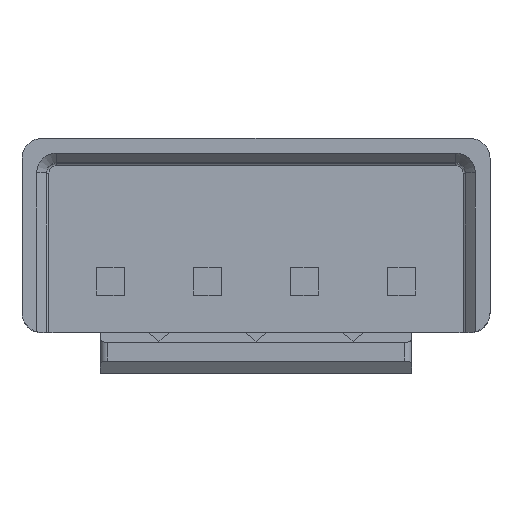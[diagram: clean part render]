
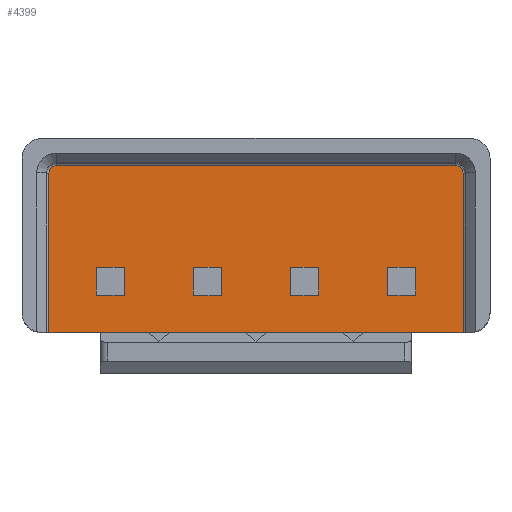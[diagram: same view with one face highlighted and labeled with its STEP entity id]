
A CAD part, top view. The second image highlights one B-rep face of the part: STEP entity #4399.
In plain terms, the highlighted planar face has unit normal (0, 0, 1).
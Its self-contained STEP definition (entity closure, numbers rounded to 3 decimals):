
#890=DIRECTION('',(1.,0.,0.));
#891=VECTOR('',#890,2.1);
#892=CARTESIAN_POINT('',(-8.445,-3.955,-9.));
#893=LINE('',#892,#891);
#906=DIRECTION('',(1.,0.,0.));
#907=VECTOR('',#906,2.1);
#908=CARTESIAN_POINT('',(6.345,-3.955,-9.));
#909=LINE('',#908,#907);
#944=DIRECTION('',(0.,-1.,0.));
#945=VECTOR('',#944,6.51);
#946=CARTESIAN_POINT('',(8.445,2.555,-9.));
#947=LINE('',#946,#945);
#948=DIRECTION('',(1.,0.,0.));
#949=VECTOR('',#948,12.69);
#950=CARTESIAN_POINT('',(-6.345,-3.955,-9.));
#951=LINE('',#950,#949);
#952=DIRECTION('',(0.,1.,0.));
#953=VECTOR('',#952,6.51);
#954=CARTESIAN_POINT('',(-8.445,-3.955,-9.));
#955=LINE('',#954,#953);
#956=CARTESIAN_POINT('',(-8.145,2.555,-9.));
#957=DIRECTION('',(0.,0.,-1.));
#958=DIRECTION('',(-1.,0.,0.));
#959=AXIS2_PLACEMENT_3D('',#956,#957,#958);
#961=DIRECTION('',(1.,0.,0.));
#962=VECTOR('',#961,16.29);
#963=CARTESIAN_POINT('',(-8.145,2.855,-9.));
#964=LINE('',#963,#962);
#965=CARTESIAN_POINT('',(8.145,2.555,-9.));
#966=DIRECTION('',(0.,0.,-1.));
#967=DIRECTION('',(0.,1.,0.));
#968=AXIS2_PLACEMENT_3D('',#965,#966,#967);
#970=DIRECTION('',(-1.,0.,0.));
#971=VECTOR('',#970,1.14);
#972=CARTESIAN_POINT('',(6.51,-2.435,-9.));
#973=LINE('',#972,#971);
#974=DIRECTION('',(0.,1.,0.));
#975=VECTOR('',#974,1.14);
#976=CARTESIAN_POINT('',(6.51,-2.435,-9.));
#977=LINE('',#976,#975);
#978=DIRECTION('',(-1.,0.,0.));
#979=VECTOR('',#978,1.14);
#980=CARTESIAN_POINT('',(6.51,-1.295,-9.));
#981=LINE('',#980,#979);
#982=DIRECTION('',(0.,1.,0.));
#983=VECTOR('',#982,1.14);
#984=CARTESIAN_POINT('',(5.37,-2.435,-9.));
#985=LINE('',#984,#983);
#986=DIRECTION('',(-1.,0.,0.));
#987=VECTOR('',#986,1.14);
#988=CARTESIAN_POINT('',(2.55,-2.435,-9.));
#989=LINE('',#988,#987);
#990=DIRECTION('',(0.,1.,0.));
#991=VECTOR('',#990,1.14);
#992=CARTESIAN_POINT('',(2.55,-2.435,-9.));
#993=LINE('',#992,#991);
#994=DIRECTION('',(-1.,0.,0.));
#995=VECTOR('',#994,1.14);
#996=CARTESIAN_POINT('',(2.55,-1.295,-9.));
#997=LINE('',#996,#995);
#998=DIRECTION('',(0.,1.,0.));
#999=VECTOR('',#998,1.14);
#1000=CARTESIAN_POINT('',(1.41,-2.435,-9.));
#1001=LINE('',#1000,#999);
#1002=DIRECTION('',(-1.,0.,0.));
#1003=VECTOR('',#1002,1.14);
#1004=CARTESIAN_POINT('',(-1.41,-2.435,-9.));
#1005=LINE('',#1004,#1003);
#1006=DIRECTION('',(0.,1.,0.));
#1007=VECTOR('',#1006,1.14);
#1008=CARTESIAN_POINT('',(-1.41,-2.435,-9.));
#1009=LINE('',#1008,#1007);
#1010=DIRECTION('',(-1.,0.,0.));
#1011=VECTOR('',#1010,1.14);
#1012=CARTESIAN_POINT('',(-1.41,-1.295,-9.));
#1013=LINE('',#1012,#1011);
#1014=DIRECTION('',(0.,1.,0.));
#1015=VECTOR('',#1014,1.14);
#1016=CARTESIAN_POINT('',(-2.55,-2.435,-9.));
#1017=LINE('',#1016,#1015);
#1018=DIRECTION('',(-1.,0.,0.));
#1019=VECTOR('',#1018,1.14);
#1020=CARTESIAN_POINT('',(-5.37,-2.435,-9.));
#1021=LINE('',#1020,#1019);
#1022=DIRECTION('',(0.,1.,0.));
#1023=VECTOR('',#1022,1.14);
#1024=CARTESIAN_POINT('',(-5.37,-2.435,-9.));
#1025=LINE('',#1024,#1023);
#1026=DIRECTION('',(-1.,0.,0.));
#1027=VECTOR('',#1026,1.14);
#1028=CARTESIAN_POINT('',(-5.37,-1.295,-9.));
#1029=LINE('',#1028,#1027);
#1030=DIRECTION('',(0.,1.,0.));
#1031=VECTOR('',#1030,1.14);
#1032=CARTESIAN_POINT('',(-6.51,-2.435,-9.));
#1033=LINE('',#1032,#1031);
#2830=CARTESIAN_POINT('',(6.345,-3.955,-9.));
#2832=VERTEX_POINT('',#2830);
#2834=CARTESIAN_POINT('',(-6.345,-3.955,-9.));
#2836=VERTEX_POINT('',#2834);
#3061=CARTESIAN_POINT('',(6.51,-2.435,-9.));
#3062=CARTESIAN_POINT('',(5.37,-2.435,-9.));
#3063=VERTEX_POINT('',#3061);
#3064=VERTEX_POINT('',#3062);
#3065=CARTESIAN_POINT('',(6.51,-1.295,-9.));
#3066=CARTESIAN_POINT('',(5.37,-1.295,-9.));
#3067=VERTEX_POINT('',#3065);
#3068=VERTEX_POINT('',#3066);
#3093=CARTESIAN_POINT('',(2.55,-2.435,-9.));
#3094=CARTESIAN_POINT('',(1.41,-2.435,-9.));
#3095=VERTEX_POINT('',#3093);
#3096=VERTEX_POINT('',#3094);
#3097=CARTESIAN_POINT('',(2.55,-1.295,-9.));
#3098=CARTESIAN_POINT('',(1.41,-1.295,-9.));
#3099=VERTEX_POINT('',#3097);
#3100=VERTEX_POINT('',#3098);
#3125=CARTESIAN_POINT('',(-1.41,-2.435,-9.));
#3126=CARTESIAN_POINT('',(-2.55,-2.435,-9.));
#3127=VERTEX_POINT('',#3125);
#3128=VERTEX_POINT('',#3126);
#3129=CARTESIAN_POINT('',(-1.41,-1.295,-9.));
#3130=CARTESIAN_POINT('',(-2.55,-1.295,-9.));
#3131=VERTEX_POINT('',#3129);
#3132=VERTEX_POINT('',#3130);
#3157=CARTESIAN_POINT('',(-5.37,-2.435,-9.));
#3158=CARTESIAN_POINT('',(-6.51,-2.435,-9.));
#3159=VERTEX_POINT('',#3157);
#3160=VERTEX_POINT('',#3158);
#3161=CARTESIAN_POINT('',(-5.37,-1.295,-9.));
#3162=CARTESIAN_POINT('',(-6.51,-1.295,-9.));
#3163=VERTEX_POINT('',#3161);
#3164=VERTEX_POINT('',#3162);
#3165=CARTESIAN_POINT('',(8.445,2.555,-9.));
#3166=CARTESIAN_POINT('',(8.445,-3.955,-9.));
#3167=VERTEX_POINT('',#3165);
#3168=VERTEX_POINT('',#3166);
#3173=CARTESIAN_POINT('',(8.145,2.855,-9.));
#3174=VERTEX_POINT('',#3173);
#3177=CARTESIAN_POINT('',(-8.145,2.855,-9.));
#3178=VERTEX_POINT('',#3177);
#3181=CARTESIAN_POINT('',(-8.445,2.555,-9.));
#3182=VERTEX_POINT('',#3181);
#3187=CARTESIAN_POINT('',(-8.445,-3.955,-9.));
#3188=VERTEX_POINT('',#3187);
#4340=CARTESIAN_POINT('',(0.,0.,-9.));
#4341=DIRECTION('',(0.,0.,1.));
#4342=DIRECTION('',(1.,0.,0.));
#4343=AXIS2_PLACEMENT_3D('',#4340,#4341,#4342);
#4344=PLANE('',#4343);
#4346=ORIENTED_EDGE('',*,*,#4345,.T.);
#4347=ORIENTED_EDGE('',*,*,#4283,.F.);
#4349=ORIENTED_EDGE('',*,*,#4348,.F.);
#4350=ORIENTED_EDGE('',*,*,#4268,.F.);
#4351=ORIENTED_EDGE('',*,*,#4319,.T.);
#4352=ORIENTED_EDGE('',*,*,#4330,.T.);
#4354=ORIENTED_EDGE('',*,*,#4353,.T.);
#4356=ORIENTED_EDGE('',*,*,#4355,.T.);
#4357=EDGE_LOOP('',(#4346,#4347,#4349,#4350,#4351,#4352,#4354,#4356));
#4358=FACE_OUTER_BOUND('',#4357,.F.);
#4360=ORIENTED_EDGE('',*,*,#4359,.F.);
#4362=ORIENTED_EDGE('',*,*,#4361,.T.);
#4364=ORIENTED_EDGE('',*,*,#4363,.T.);
#4366=ORIENTED_EDGE('',*,*,#4365,.F.);
#4367=EDGE_LOOP('',(#4360,#4362,#4364,#4366));
#4368=FACE_BOUND('',#4367,.F.);
#4370=ORIENTED_EDGE('',*,*,#4369,.F.);
#4372=ORIENTED_EDGE('',*,*,#4371,.T.);
#4374=ORIENTED_EDGE('',*,*,#4373,.T.);
#4376=ORIENTED_EDGE('',*,*,#4375,.F.);
#4377=EDGE_LOOP('',(#4370,#4372,#4374,#4376));
#4378=FACE_BOUND('',#4377,.F.);
#4380=ORIENTED_EDGE('',*,*,#4379,.F.);
#4382=ORIENTED_EDGE('',*,*,#4381,.T.);
#4384=ORIENTED_EDGE('',*,*,#4383,.T.);
#4386=ORIENTED_EDGE('',*,*,#4385,.F.);
#4387=EDGE_LOOP('',(#4380,#4382,#4384,#4386));
#4388=FACE_BOUND('',#4387,.F.);
#4390=ORIENTED_EDGE('',*,*,#4389,.F.);
#4392=ORIENTED_EDGE('',*,*,#4391,.T.);
#4394=ORIENTED_EDGE('',*,*,#4393,.T.);
#4396=ORIENTED_EDGE('',*,*,#4395,.F.);
#4397=EDGE_LOOP('',(#4390,#4392,#4394,#4396));
#4398=FACE_BOUND('',#4397,.F.);
#960=CIRCLE('',#959,0.3);
#969=CIRCLE('',#968,0.3);
#4268=EDGE_CURVE('',#3188,#2836,#893,.T.);
#4283=EDGE_CURVE('',#2832,#3168,#909,.T.);
#4319=EDGE_CURVE('',#3188,#3182,#955,.T.);
#4330=EDGE_CURVE('',#3182,#3178,#960,.T.);
#4345=EDGE_CURVE('',#3167,#3168,#947,.T.);
#4348=EDGE_CURVE('',#2836,#2832,#951,.T.);
#4353=EDGE_CURVE('',#3178,#3174,#964,.T.);
#4355=EDGE_CURVE('',#3174,#3167,#969,.T.);
#4359=EDGE_CURVE('',#3063,#3064,#973,.T.);
#4361=EDGE_CURVE('',#3063,#3067,#977,.T.);
#4363=EDGE_CURVE('',#3067,#3068,#981,.T.);
#4365=EDGE_CURVE('',#3064,#3068,#985,.T.);
#4369=EDGE_CURVE('',#3095,#3096,#989,.T.);
#4371=EDGE_CURVE('',#3095,#3099,#993,.T.);
#4373=EDGE_CURVE('',#3099,#3100,#997,.T.);
#4375=EDGE_CURVE('',#3096,#3100,#1001,.T.);
#4379=EDGE_CURVE('',#3127,#3128,#1005,.T.);
#4381=EDGE_CURVE('',#3127,#3131,#1009,.T.);
#4383=EDGE_CURVE('',#3131,#3132,#1013,.T.);
#4385=EDGE_CURVE('',#3128,#3132,#1017,.T.);
#4389=EDGE_CURVE('',#3159,#3160,#1021,.T.);
#4391=EDGE_CURVE('',#3159,#3163,#1025,.T.);
#4393=EDGE_CURVE('',#3163,#3164,#1029,.T.);
#4395=EDGE_CURVE('',#3160,#3164,#1033,.T.);
#4399=ADVANCED_FACE('',(#4358,#4368,#4378,#4388,#4398),#4344,.T.);
